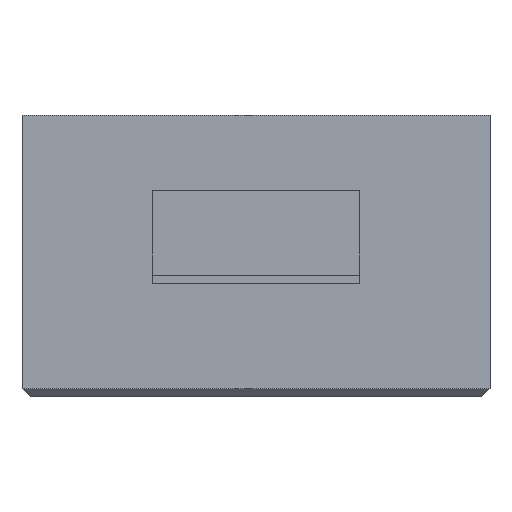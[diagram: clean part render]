
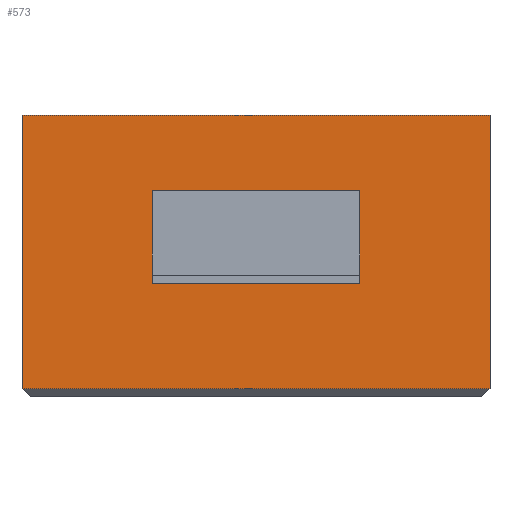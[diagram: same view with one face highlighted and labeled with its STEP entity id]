
A CAD part, left-side view. The second image highlights one B-rep face of the part: STEP entity #573.
In plain terms, the highlighted planar face has unit normal (-1, 0, 0).
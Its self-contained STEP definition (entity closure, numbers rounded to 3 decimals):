
#573=ADVANCED_FACE('',(#796),#3379,.T.);
#796=FACE_OUTER_BOUND('',#1021,.T.);
#1021=EDGE_LOOP('',(#1337,#1338,#1339,#1340));
#1337=ORIENTED_EDGE('',*,*,#2401,.T.);
#1338=ORIENTED_EDGE('',*,*,#2396,.T.);
#1339=ORIENTED_EDGE('',*,*,#2318,.F.);
#1340=ORIENTED_EDGE('',*,*,#2400,.F.);
#2318=EDGE_CURVE('',#3051,#3049,#2825,.T.);
#2396=EDGE_CURVE('',#3102,#3049,#2852,.T.);
#2400=EDGE_CURVE('',#3105,#3051,#2856,.T.);
#2401=EDGE_CURVE('',#3105,#3102,#2857,.T.);
#2825=B_SPLINE_CURVE_WITH_KNOTS('',1,(#4141,#4142),.UNSPECIFIED.,.F.,.F.,
(2,2),(347.5,470.),.UNSPECIFIED.);
#2852=B_SPLINE_CURVE_WITH_KNOTS('',1,(#4363,#4364),.UNSPECIFIED.,.F.,.F.,
(2,2),(2.,66.),.UNSPECIFIED.);
#2856=B_SPLINE_CURVE_WITH_KNOTS('',1,(#4371,#4372),.UNSPECIFIED.,.F.,.F.,
(2,2),(2.,66.),.UNSPECIFIED.);
#2857=B_SPLINE_CURVE_WITH_KNOTS('',1,(#4373,#4374),.UNSPECIFIED.,.F.,.F.,
(2,2),(0.,122.5),.UNSPECIFIED.);
#3049=VERTEX_POINT('',#4054);
#3051=VERTEX_POINT('',#4056);
#3102=VERTEX_POINT('',#4107);
#3105=VERTEX_POINT('',#4110);
#3379=PLANE('',#3515);
#3515=AXIS2_PLACEMENT_3D('',#3817,#3634,$);
#3634=DIRECTION('',(-1.,0.,0.));
#3817=CARTESIAN_POINT('',(943.5,56.5,-29.36));
#4054=CARTESIAN_POINT('',(943.5,-56.5,36.64));
#4056=CARTESIAN_POINT('',(943.5,56.5,36.64));
#4107=CARTESIAN_POINT('',(943.5,-56.5,-29.36));
#4110=CARTESIAN_POINT('',(943.5,56.5,-29.36));
#4141=CARTESIAN_POINT('',(943.5,56.5,36.64));
#4142=CARTESIAN_POINT('',(943.5,-56.5,36.64));
#4363=CARTESIAN_POINT('',(943.5,-56.5,-29.36));
#4364=CARTESIAN_POINT('',(943.5,-56.5,36.64));
#4371=CARTESIAN_POINT('',(943.5,56.5,-29.36));
#4372=CARTESIAN_POINT('',(943.5,56.5,36.64));
#4373=CARTESIAN_POINT('',(943.5,56.5,-29.36));
#4374=CARTESIAN_POINT('',(943.5,-56.5,-29.36));
